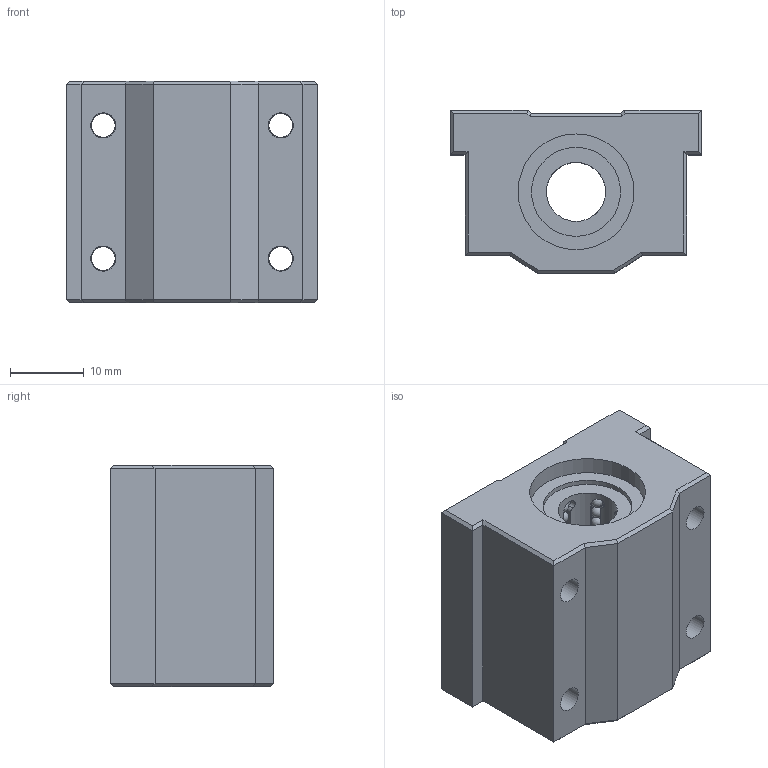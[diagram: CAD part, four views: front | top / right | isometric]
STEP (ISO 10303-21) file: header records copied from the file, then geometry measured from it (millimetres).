
FILE_DESCRIPTION(/* description */ (''),/* implementation_level */ '2;1');
FILE_NAME(/* name */ 'Linear Bearing 8mm ID.step',/* time_stamp */ '2020-02-21T23:23:36+08:00',/* author */ (''),/* organization */ (''),/* preprocessor_version */ 'ST-DEVELOPER v18',/* originating_system */ 'Autodesk Translation Framework v8.12.0.6',/* authorisation */ '');
FILE_SCHEMA (('AUTOMOTIVE_DESIGN { 1 0 10303 214 3 1 1 }'));
Length unit declared in the file: millimetre
Products named in the file (2): Linear Bearing 8mm ID; 9338T51
Assembly tree (1 placements, depth 2):
  Linear Bearing 8mm ID
    9338T51
Bounding box: 34 x 22 x 30 mm (x, y, z)
Volume: 16130.5 mm3; surface area: 6571.5 mm2
Topology: 1 solids, 1 shells, 341 faces, 961 edges, 632 vertices
Faces by surface type: cylinder 169, sphere 78, plane 74, bspline 12, cone 8
Full cylindrical faces by diameter (mm): 3.4 x4, 4 x44, 8 x1, 12.027 x2, 15.644 x2
Entity records: 30820 total; most frequent: CARTESIAN_POINT 22501, ORIENTED_EDGE 1922, DIRECTION 1477, EDGE_CURVE 961, VERTEX_POINT 632, AXIS2_PLACEMENT_3D 548, LINE 381, VECTOR 381
